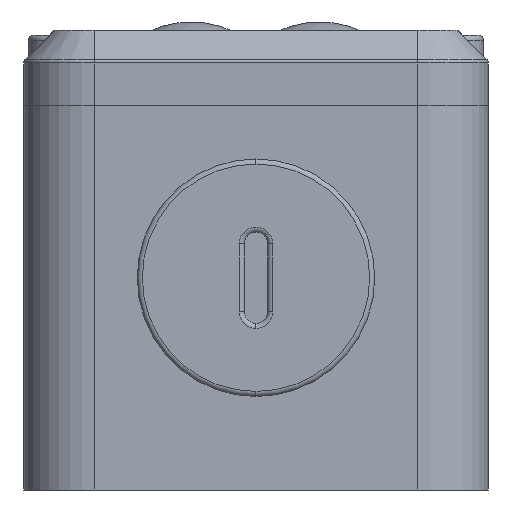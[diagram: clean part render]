
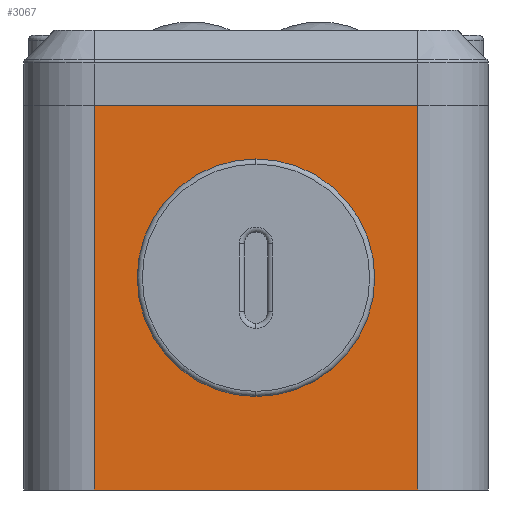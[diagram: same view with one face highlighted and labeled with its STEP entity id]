
A CAD part, front view. The second image highlights one B-rep face of the part: STEP entity #3067.
In plain terms, the highlighted planar face has unit normal (0, -1, 0).
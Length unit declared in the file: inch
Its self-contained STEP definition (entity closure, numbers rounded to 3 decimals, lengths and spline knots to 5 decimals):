
#458 = ORIENTED_EDGE ( 'NONE', *, *, #6397, .F. ) ;
#655 = VERTEX_POINT ( 'NONE', #12252 ) ;
#801 = AXIS2_PLACEMENT_3D ( 'NONE', #2962, #1768, #1920 ) ;
#1045 = DIRECTION ( 'NONE',  ( 0., 0., 1. ) ) ;
#1160 = EDGE_CURVE ( 'NONE', #11938, #13352, #5085, .T. ) ;
#1337 = CARTESIAN_POINT ( 'NONE',  ( 0., -4.88189, 0. ) ) ;
#1349 = DIRECTION ( 'NONE',  ( 0., 0., 1. ) ) ;
#1734 = DIRECTION ( 'NONE',  ( 0., 0., -1. ) ) ;
#1768 = DIRECTION ( 'NONE',  ( 0., -1., 0. ) ) ;
#1920 = DIRECTION ( 'NONE',  ( 0., 0., 1. ) ) ;
#2375 = DIRECTION ( 'NONE',  ( 0., -1., 0. ) ) ;
#2437 = CARTESIAN_POINT ( 'NONE',  ( 0., -4.88189, 1.28937 ) ) ;
#2864 = DIRECTION ( 'NONE',  ( 1., 0., 0. ) ) ;
#2962 = CARTESIAN_POINT ( 'NONE',  ( 0., -4.88189, 0.82677 ) ) ;
#3067 = ADVANCED_FACE ( 'NONE', ( #4181, #5030 ), #4743, .F. ) ;
#3100 = EDGE_CURVE ( 'NONE', #5257, #655, #14295, .T. ) ;
#3591 = VERTEX_POINT ( 'NONE', #10064 ) ;
#3645 = CARTESIAN_POINT ( 'NONE',  ( 0., -4.88189, 1.79134 ) ) ;
#4181 = FACE_BOUND ( 'NONE', #6208, .T. ) ;
#4293 = LINE ( 'NONE', #1337, #6534 ) ;
#4743 = PLANE ( 'NONE',  #13876 ) ;
#4905 = LINE ( 'NONE', #9597, #10647 ) ;
#5030 = FACE_OUTER_BOUND ( 'NONE', #12052, .T. ) ;
#5049 = AXIS2_PLACEMENT_3D ( 'NONE', #5679, #2375, #1045 ) ;
#5068 = ORIENTED_EDGE ( 'NONE', *, *, #9304, .T. ) ;
#5085 = CIRCLE ( 'NONE', #5049, 0.4626 ) ;
#5257 = VERTEX_POINT ( 'NONE', #10985 ) ;
#5350 = CARTESIAN_POINT ( 'NONE',  ( 0.62992, -4.88189, 0. ) ) ;
#5679 = CARTESIAN_POINT ( 'NONE',  ( 0., -4.88189, 0.82677 ) ) ;
#6208 = EDGE_LOOP ( 'NONE', ( #13988, #11708 ) ) ;
#6397 = EDGE_CURVE ( 'NONE', #3591, #13870, #11012, .T. ) ;
#6534 = VECTOR ( 'NONE', #10225, 39.37008 ) ;
#6822 = EDGE_CURVE ( 'NONE', #5257, #3591, #4905, .T. ) ;
#6885 = CARTESIAN_POINT ( 'NONE',  ( -0.62992, -4.88189, 1.79134 ) ) ;
#6909 = DIRECTION ( 'NONE',  ( 0., 0., -1. ) ) ;
#6913 = ORIENTED_EDGE ( 'NONE', *, *, #3100, .T. ) ;
#7460 = EDGE_CURVE ( 'NONE', #13352, #11938, #7980, .T. ) ;
#7980 = CIRCLE ( 'NONE', #801, 0.4626 ) ;
#9304 = EDGE_CURVE ( 'NONE', #655, #13870, #4293, .T. ) ;
#9597 = CARTESIAN_POINT ( 'NONE',  ( 0.62992, -4.88189, 1.49606 ) ) ;
#10064 = CARTESIAN_POINT ( 'NONE',  ( 0.62992, -4.88189, 1.49606 ) ) ;
#10166 = CARTESIAN_POINT ( 'NONE',  ( 0.62992, -4.88189, 1.79134 ) ) ;
#10225 = DIRECTION ( 'NONE',  ( 1., 0., 0. ) ) ;
#10647 = VECTOR ( 'NONE', #2864, 39.37008 ) ;
#10985 = CARTESIAN_POINT ( 'NONE',  ( -0.62992, -4.88189, 1.49606 ) ) ;
#11012 = LINE ( 'NONE', #10166, #13298 ) ;
#11629 = CARTESIAN_POINT ( 'NONE',  ( 0., -4.88189, 0.36417 ) ) ;
#11708 = ORIENTED_EDGE ( 'NONE', *, *, #7460, .F. ) ;
#11938 = VERTEX_POINT ( 'NONE', #2437 ) ;
#12052 = EDGE_LOOP ( 'NONE', ( #14370, #6913, #5068, #458 ) ) ;
#12252 = CARTESIAN_POINT ( 'NONE',  ( -0.62992, -4.88189, 0. ) ) ;
#12718 = VECTOR ( 'NONE', #1734, 39.37008 ) ;
#12836 = DIRECTION ( 'NONE',  ( 0., 1., 0. ) ) ;
#13298 = VECTOR ( 'NONE', #6909, 39.37008 ) ;
#13352 = VERTEX_POINT ( 'NONE', #11629 ) ;
#13870 = VERTEX_POINT ( 'NONE', #5350 ) ;
#13876 = AXIS2_PLACEMENT_3D ( 'NONE', #3645, #12836, #1349 ) ;
#13988 = ORIENTED_EDGE ( 'NONE', *, *, #1160, .F. ) ;
#14295 = LINE ( 'NONE', #6885, #12718 ) ;
#14370 = ORIENTED_EDGE ( 'NONE', *, *, #6822, .F. ) ;
